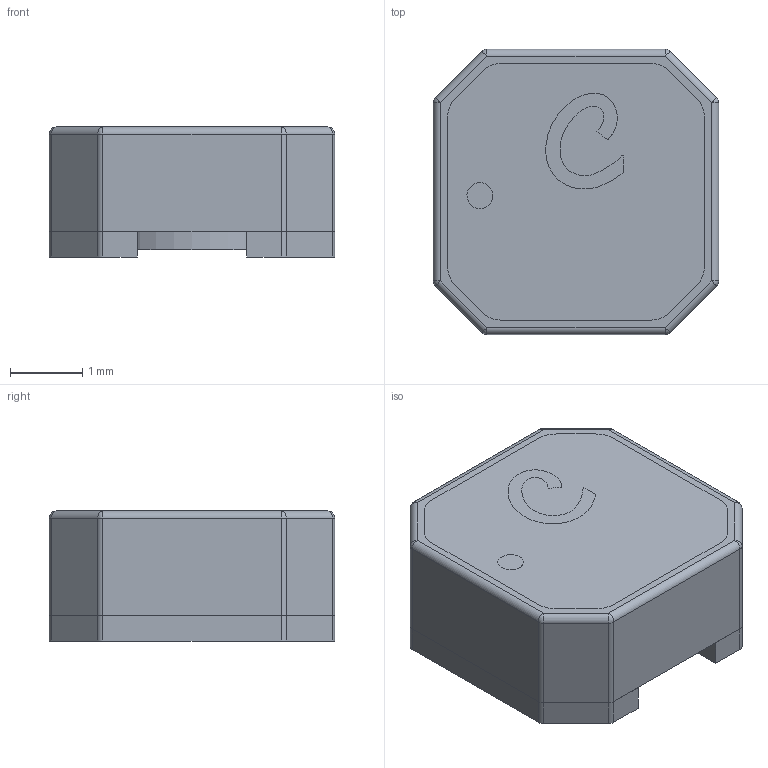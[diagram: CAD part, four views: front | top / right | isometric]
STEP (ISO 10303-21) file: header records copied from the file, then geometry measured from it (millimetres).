
FILE_DESCRIPTION(('STEP AP214'), '1');
FILE_NAME('LPS4018', '2016-05-14T23:09:21', ('Nobody'), (''), 'ASCON STEP Converter 1.3', 'ASCON Math Kernel', '');
FILE_SCHEMA(('AUTOMOTIVE_DESIGN { 1 0 10303 214 3 1 1}'));
Length unit declared in the file: millimetre
Bounding box: 3.95 x 3.95 x 1.8 mm (x, y, z)
Volume: 21.4 mm3; surface area: 91.2 mm2
Topology: 3 solids, 3 shells, 102 faces, 437 edges, 340 vertices
Faces by surface type: plane 67, cylinder 27, sphere 8
Full cylindrical faces by diameter (mm): 2.9 x3
Entity records: 5393 total; most frequent: CARTESIAN_POINT 847, ORIENTED_EDGE 812, DIRECTION 692, EDGE_CURVE 406, LINE 366, VECTOR 366, VERTEX_POINT 318, AXIS2_PLACEMENT_3D 163
